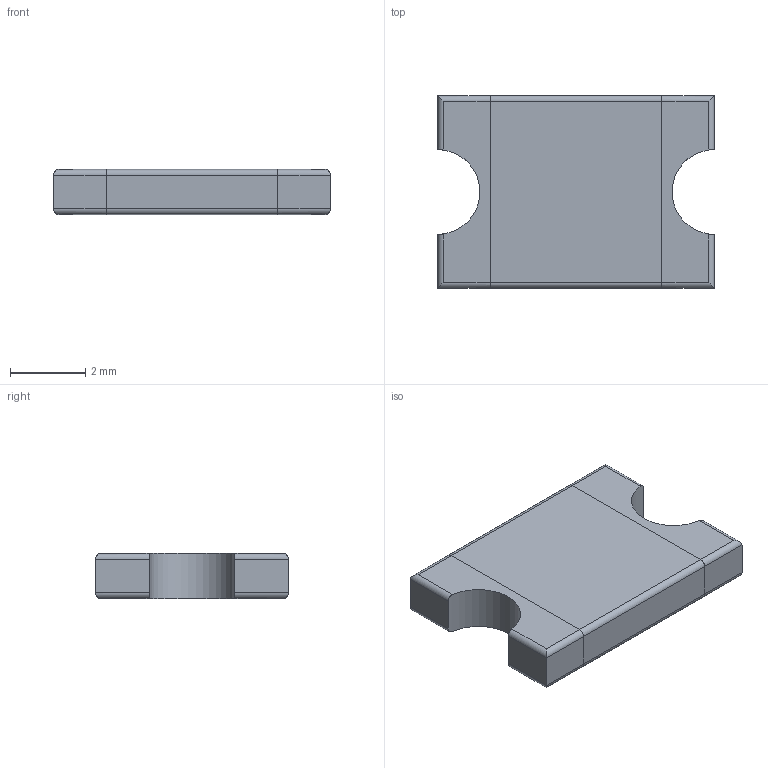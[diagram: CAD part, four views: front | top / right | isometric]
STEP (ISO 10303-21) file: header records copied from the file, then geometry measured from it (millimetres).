
FILE_DESCRIPTION(/* description */ (''),/* implementation_level */ '2;1');
FILE_NAME(/* name */ '',/* time_stamp */ '2023-08-28T09:31:48+02:00',/* author */ (''),/* organization */ (''),/* preprocessor_version */ 'ST-DEVELOPER v20',/* originating_system */ 'Autodesk Translation Framework v12.9.0.99',/* authorisation */ '');
FILE_SCHEMA (('AUTOMOTIVE_DESIGN { 1 0 10303 214 3 1 1 }'));
Length unit declared in the file: millimetre
Products named in the file (1): (Unsaved)
Bounding box: 7.36 x 5.12 x 1.2 mm (x, y, z)
Volume: 40.2 mm3; surface area: 97.7 mm2
Topology: 1 solids, 1 shells, 38 faces, 84 edges, 48 vertices
Faces by surface type: cylinder 22, plane 16
Entity records: 1164 total; most frequent: CARTESIAN_POINT 243, DIRECTION 174, ORIENTED_EDGE 168, EDGE_CURVE 84, AXIS2_PLACEMENT_3D 59, LINE 56, VECTOR 56, VERTEX_POINT 48
